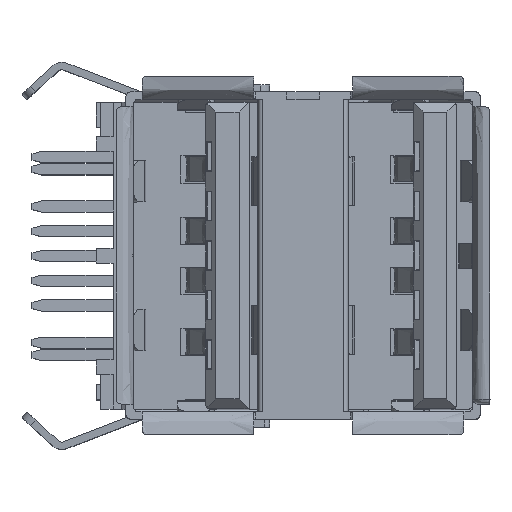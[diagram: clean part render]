
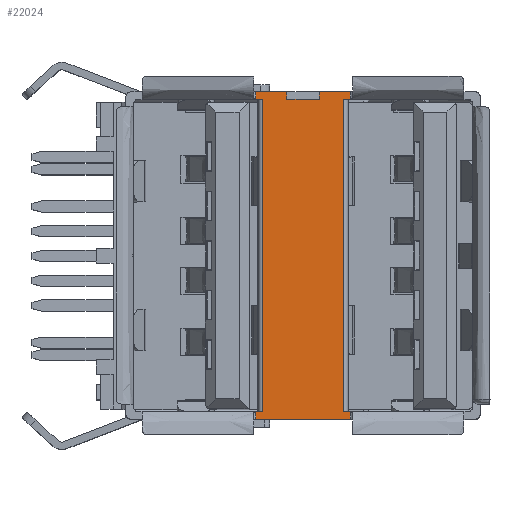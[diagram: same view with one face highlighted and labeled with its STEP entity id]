
A CAD part, top view. The second image highlights one B-rep face of the part: STEP entity #22024.
In plain terms, the highlighted planar face has unit normal (0, 0, 1).
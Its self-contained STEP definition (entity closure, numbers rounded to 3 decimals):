
#302=DIRECTION('',(-1.,0.,0.));
#303=VECTOR('',#302,3.8);
#304=CARTESIAN_POINT('',(1.9,-6.61,8.35));
#305=LINE('',#304,#303);
#575=DIRECTION('',(0.,1.,0.));
#576=VECTOR('',#575,0.3);
#577=CARTESIAN_POINT('',(-1.9,-6.61,8.35));
#578=LINE('',#577,#576);
#704=DIRECTION('',(1.,0.,0.));
#705=VECTOR('',#704,0.28);
#706=CARTESIAN_POINT('',(1.62,-6.31,8.35));
#707=LINE('',#706,#705);
#738=DIRECTION('',(1.,0.,0.));
#739=VECTOR('',#738,0.28);
#740=CARTESIAN_POINT('',(-1.9,-6.31,8.35));
#741=LINE('',#740,#739);
#1765=DIRECTION('',(-1.,0.,0.));
#1766=VECTOR('',#1765,0.28);
#1767=CARTESIAN_POINT('',(-1.62,6.31,8.35));
#1768=LINE('',#1767,#1766);
#1799=DIRECTION('',(-1.,0.,0.));
#1800=VECTOR('',#1799,0.28);
#1801=CARTESIAN_POINT('',(1.9,6.31,8.35));
#1802=LINE('',#1801,#1800);
#1858=DIRECTION('',(1.,0.,0.));
#1859=VECTOR('',#1858,1.25);
#1860=CARTESIAN_POINT('',(-1.9,6.61,8.35));
#1861=LINE('',#1860,#1859);
#1966=DIRECTION('',(1.,0.,0.));
#1967=VECTOR('',#1966,1.25);
#1968=CARTESIAN_POINT('',(0.65,6.61,8.35));
#1969=LINE('',#1968,#1967);
#2094=DIRECTION('',(0.,-1.,0.));
#2095=VECTOR('',#2094,0.3);
#2096=CARTESIAN_POINT('',(1.9,-6.31,8.35));
#2097=LINE('',#2096,#2095);
#6899=DIRECTION('',(0.,-1.,0.));
#6900=VECTOR('',#6899,12.62);
#6901=CARTESIAN_POINT('',(-1.62,6.31,8.35));
#6902=LINE('',#6901,#6900);
#8452=DIRECTION('',(0.,1.,0.));
#8453=VECTOR('',#8452,12.62);
#8454=CARTESIAN_POINT('',(1.62,-6.31,8.35));
#8455=LINE('',#8454,#8453);
#11617=DIRECTION('',(0.,-1.,0.));
#11618=VECTOR('',#11617,0.3);
#11619=CARTESIAN_POINT('',(1.9,6.61,8.35));
#11620=LINE('',#11619,#11618);
#11674=DIRECTION('',(0.,1.,0.));
#11675=VECTOR('',#11674,0.3);
#11676=CARTESIAN_POINT('',(-1.9,6.31,8.35));
#11677=LINE('',#11676,#11675);
#11776=DIRECTION('',(0.,1.,0.));
#11777=VECTOR('',#11776,0.3);
#11778=CARTESIAN_POINT('',(-0.65,6.31,8.35));
#11779=LINE('',#11778,#11777);
#11804=DIRECTION('',(0.,-1.,0.));
#11805=VECTOR('',#11804,0.3);
#11806=CARTESIAN_POINT('',(0.65,6.61,8.35));
#11807=LINE('',#11806,#11805);
#11812=DIRECTION('',(1.,0.,0.));
#11813=VECTOR('',#11812,1.3);
#11814=CARTESIAN_POINT('',(-0.65,6.31,8.35));
#11815=LINE('',#11814,#11813);
#16826=CARTESIAN_POINT('',(1.9,-6.31,8.35));
#16827=CARTESIAN_POINT('',(1.9,-6.61,8.35));
#16828=VERTEX_POINT('',#16826);
#16829=VERTEX_POINT('',#16827);
#16830=CARTESIAN_POINT('',(-1.9,-6.61,8.35));
#16831=VERTEX_POINT('',#16830);
#16832=CARTESIAN_POINT('',(-1.9,-6.31,8.35));
#16833=VERTEX_POINT('',#16832);
#16834=CARTESIAN_POINT('',(-1.62,-6.31,8.35));
#16835=VERTEX_POINT('',#16834);
#16836=CARTESIAN_POINT('',(-1.62,6.31,8.35));
#16837=VERTEX_POINT('',#16836);
#16838=CARTESIAN_POINT('',(-1.9,6.31,8.35));
#16839=VERTEX_POINT('',#16838);
#16840=CARTESIAN_POINT('',(-1.9,6.61,8.35));
#16841=VERTEX_POINT('',#16840);
#16842=CARTESIAN_POINT('',(-0.65,6.61,8.35));
#16843=VERTEX_POINT('',#16842);
#16844=CARTESIAN_POINT('',(-0.65,6.31,8.35));
#16845=VERTEX_POINT('',#16844);
#16846=CARTESIAN_POINT('',(0.65,6.31,8.35));
#16847=VERTEX_POINT('',#16846);
#16848=CARTESIAN_POINT('',(0.65,6.61,8.35));
#16849=VERTEX_POINT('',#16848);
#16850=CARTESIAN_POINT('',(1.9,6.61,8.35));
#16851=VERTEX_POINT('',#16850);
#16852=CARTESIAN_POINT('',(1.9,6.31,8.35));
#16853=VERTEX_POINT('',#16852);
#16854=CARTESIAN_POINT('',(1.62,6.31,8.35));
#16855=VERTEX_POINT('',#16854);
#16856=CARTESIAN_POINT('',(1.62,-6.31,8.35));
#16857=VERTEX_POINT('',#16856);
#21993=CARTESIAN_POINT('',(0.,0.,8.35));
#21994=DIRECTION('',(0.,0.,1.));
#21995=DIRECTION('',(1.,0.,0.));
#21996=AXIS2_PLACEMENT_3D('',#21993,#21994,#21995);
#21997=PLANE('',#21996);
#21999=ORIENTED_EDGE('',*,*,#21998,.T.);
#22000=ORIENTED_EDGE('',*,*,#19812,.T.);
#22001=ORIENTED_EDGE('',*,*,#20072,.T.);
#22002=ORIENTED_EDGE('',*,*,#20145,.T.);
#22004=ORIENTED_EDGE('',*,*,#22003,.F.);
#22005=ORIENTED_EDGE('',*,*,#21611,.T.);
#22007=ORIENTED_EDGE('',*,*,#22006,.T.);
#22008=ORIENTED_EDGE('',*,*,#21775,.T.);
#22010=ORIENTED_EDGE('',*,*,#22009,.F.);
#22012=ORIENTED_EDGE('',*,*,#22011,.T.);
#22014=ORIENTED_EDGE('',*,*,#22013,.F.);
#22015=ORIENTED_EDGE('',*,*,#21875,.T.);
#22017=ORIENTED_EDGE('',*,*,#22016,.T.);
#22018=ORIENTED_EDGE('',*,*,#21639,.T.);
#22020=ORIENTED_EDGE('',*,*,#22019,.F.);
#22021=ORIENTED_EDGE('',*,*,#20117,.T.);
#22022=EDGE_LOOP('',(#21999,#22000,#22001,#22002,#22004,#22005,#22007,#22008,
#22010,#22012,#22014,#22015,#22017,#22018,#22020,#22021));
#22023=FACE_OUTER_BOUND('',#22022,.F.);
#19812=EDGE_CURVE('',#16829,#16831,#305,.T.);
#20072=EDGE_CURVE('',#16831,#16833,#578,.T.);
#20117=EDGE_CURVE('',#16857,#16828,#707,.T.);
#20145=EDGE_CURVE('',#16833,#16835,#741,.T.);
#21611=EDGE_CURVE('',#16837,#16839,#1768,.T.);
#21639=EDGE_CURVE('',#16853,#16855,#1802,.T.);
#21775=EDGE_CURVE('',#16841,#16843,#1861,.T.);
#21875=EDGE_CURVE('',#16849,#16851,#1969,.T.);
#21998=EDGE_CURVE('',#16828,#16829,#2097,.T.);
#22003=EDGE_CURVE('',#16837,#16835,#6902,.T.);
#22006=EDGE_CURVE('',#16839,#16841,#11677,.T.);
#22009=EDGE_CURVE('',#16845,#16843,#11779,.T.);
#22011=EDGE_CURVE('',#16845,#16847,#11815,.T.);
#22013=EDGE_CURVE('',#16849,#16847,#11807,.T.);
#22016=EDGE_CURVE('',#16851,#16853,#11620,.T.);
#22019=EDGE_CURVE('',#16857,#16855,#8455,.T.);
#22024=ADVANCED_FACE('',(#22023),#21997,.T.);
